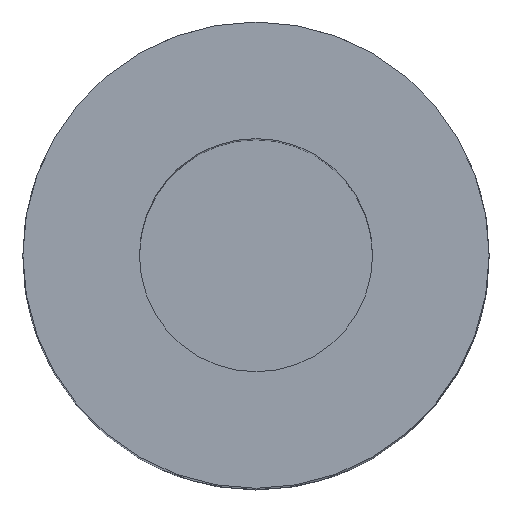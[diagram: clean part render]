
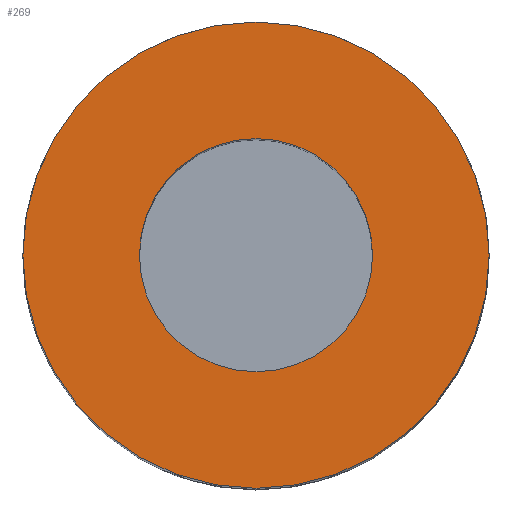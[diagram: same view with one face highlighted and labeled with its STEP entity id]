
A CAD part, top view. The second image highlights one B-rep face of the part: STEP entity #269.
In plain terms, the highlighted planar face has unit normal (0, 0, 1).
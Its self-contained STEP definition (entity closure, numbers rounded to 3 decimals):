
#8 = AXIS2_PLACEMENT_3D ( 'NONE', #380, #384, #582 ) ;
#34 = FACE_OUTER_BOUND ( 'NONE', #505, .T. ) ;
#87 = VERTEX_POINT ( 'NONE', #387 ) ;
#94 = EDGE_CURVE ( 'NONE', #552, #186, #470, .T. ) ;
#95 = FACE_BOUND ( 'NONE', #247, .T. ) ;
#105 = PLANE ( 'NONE',  #691 ) ;
#115 = ORIENTED_EDGE ( 'NONE', *, *, #94, .F. ) ;
#117 = AXIS2_PLACEMENT_3D ( 'NONE', #148, #211, #375 ) ;
#120 = EDGE_CURVE ( 'NONE', #87, #175, #596, .T. ) ;
#148 = CARTESIAN_POINT ( 'NONE',  ( 0., 0., 50. ) ) ;
#175 = VERTEX_POINT ( 'NONE', #508 ) ;
#177 = AXIS2_PLACEMENT_3D ( 'NONE', #647, #538, #629 ) ;
#186 = VERTEX_POINT ( 'NONE', #622 ) ;
#209 = CARTESIAN_POINT ( 'NONE',  ( 0., 0., 50. ) ) ;
#211 = DIRECTION ( 'NONE',  ( 0., 0., 1. ) ) ;
#229 = ORIENTED_EDGE ( 'NONE', *, *, #468, .F. ) ;
#247 = EDGE_LOOP ( 'NONE', ( #115, #229 ) ) ;
#249 = CARTESIAN_POINT ( 'NONE',  ( 6., 0., 50. ) ) ;
#269 = ADVANCED_FACE ( 'NONE', ( #95, #34 ), #105, .T. ) ;
#270 = CARTESIAN_POINT ( 'NONE',  ( 0., 0., 50. ) ) ;
#375 = DIRECTION ( 'NONE',  ( 1., 0., 0. ) ) ;
#380 = CARTESIAN_POINT ( 'NONE',  ( 0., 0., 50. ) ) ;
#384 = DIRECTION ( 'NONE',  ( 0., 0., 1. ) ) ;
#387 = CARTESIAN_POINT ( 'NONE',  ( -12., 0., 50. ) ) ;
#427 = DIRECTION ( 'NONE',  ( 0., 0., 1. ) ) ;
#443 = CIRCLE ( 'NONE', #580, 6. ) ;
#445 = CIRCLE ( 'NONE', #117, 12. ) ;
#466 = DIRECTION ( 'NONE',  ( 1., 0., 0. ) ) ;
#468 = EDGE_CURVE ( 'NONE', #186, #552, #443, .T. ) ;
#470 = CIRCLE ( 'NONE', #8, 6. ) ;
#477 = DIRECTION ( 'NONE',  ( 0., 0., 1. ) ) ;
#505 = EDGE_LOOP ( 'NONE', ( #579, #560 ) ) ;
#508 = CARTESIAN_POINT ( 'NONE',  ( 12., 0., 50. ) ) ;
#538 = DIRECTION ( 'NONE',  ( 0., 0., 1. ) ) ;
#552 = VERTEX_POINT ( 'NONE', #249 ) ;
#560 = ORIENTED_EDGE ( 'NONE', *, *, #599, .T. ) ;
#579 = ORIENTED_EDGE ( 'NONE', *, *, #120, .T. ) ;
#580 = AXIS2_PLACEMENT_3D ( 'NONE', #209, #427, #696 ) ;
#582 = DIRECTION ( 'NONE',  ( 1., 0., 0. ) ) ;
#596 = CIRCLE ( 'NONE', #177, 12. ) ;
#599 = EDGE_CURVE ( 'NONE', #175, #87, #445, .T. ) ;
#622 = CARTESIAN_POINT ( 'NONE',  ( -6., 0., 50. ) ) ;
#629 = DIRECTION ( 'NONE',  ( 1., 0., 0. ) ) ;
#647 = CARTESIAN_POINT ( 'NONE',  ( 0., 0., 50. ) ) ;
#691 = AXIS2_PLACEMENT_3D ( 'NONE', #270, #477, #466 ) ;
#696 = DIRECTION ( 'NONE',  ( 1., 0., 0. ) ) ;
